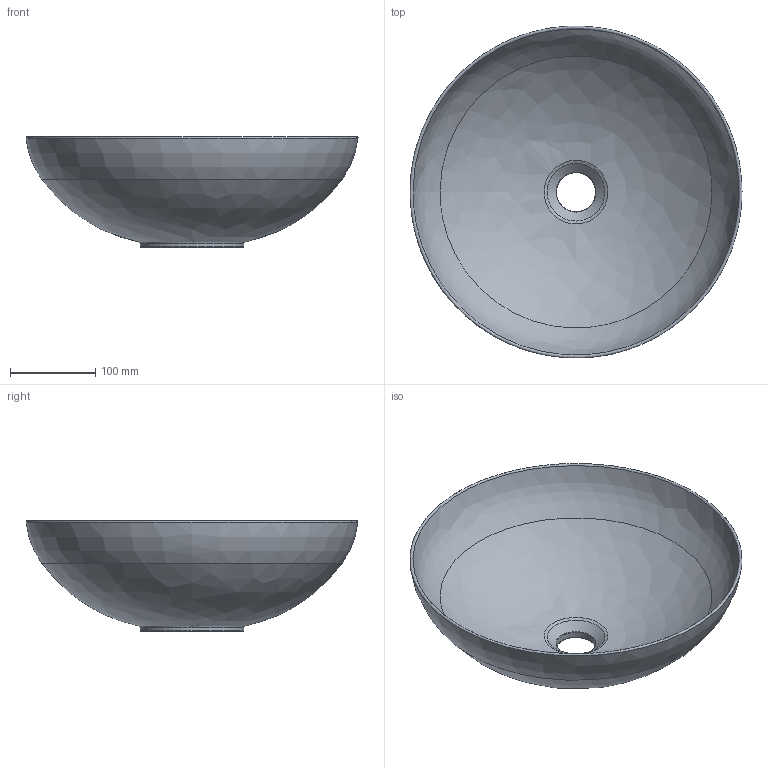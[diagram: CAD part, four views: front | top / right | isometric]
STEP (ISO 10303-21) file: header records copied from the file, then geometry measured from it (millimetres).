
FILE_DESCRIPTION(/* description */ (''),/* implementation_level */ '2;1');
FILE_NAME(/* name */ '4140_Lysa_Sin Logo',/* time_stamp */ '2022-01-26T17:22:47+01:00',/* author */ (''),/* organization */ (''),/* preprocessor_version */ 'ST-DEVELOPER v16.5',/* originating_system */ '',/* authorisation */ '');
FILE_SCHEMA (('CONFIG_CONTROL_DESIGN'));
Length unit declared in the file: millimetre
Products named in the file (1): Document
Bounding box: 389.65 x 389.57 x 130 mm (x, y, z)
Volume: 1983916.9 mm3; surface area: 352475.2 mm2
Topology: 1 solids, 1 shells, 21 faces, 42 edges, 21 vertices
Faces by surface type: bspline 16, plane 3, cylinder 2
Full cylindrical faces by diameter (mm): 46 x1, 122 x1
Entity records: 1131 total; most frequent: CARTESIAN_POINT 807, ORIENTED_EDGE 84, EDGE_CURVE 42, ADVANCED_FACE 21, FACE_OUTER_BOUND 21, EDGE_LOOP 21, VERTEX_POINT 21, DIRECTION 9
